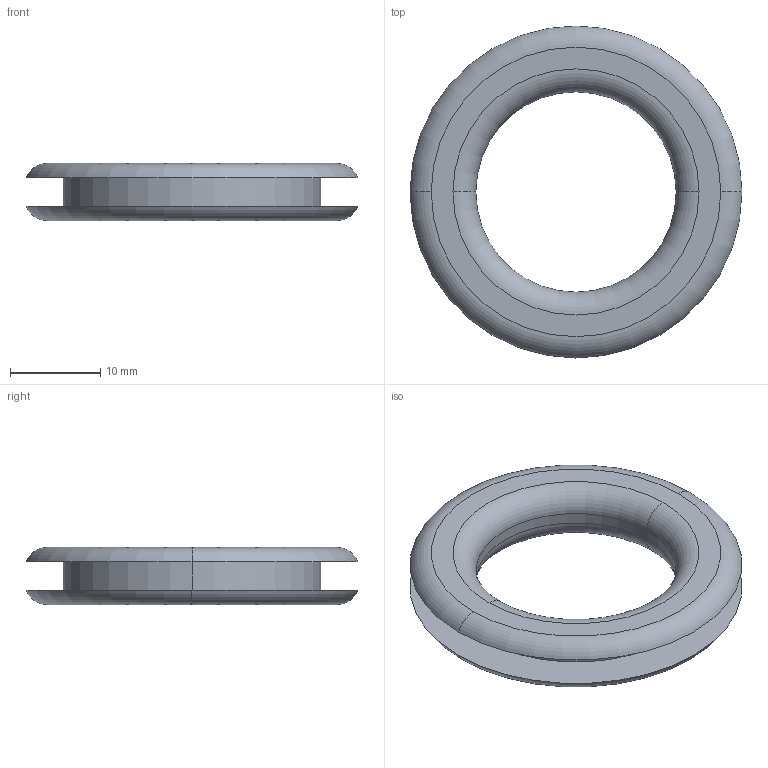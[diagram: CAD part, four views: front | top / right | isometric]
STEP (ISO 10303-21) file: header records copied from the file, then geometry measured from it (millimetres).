
FILE_DESCRIPTION (( 'STEP AP214' ), '1' );
FILE_NAME ('REV-21-3640.STEP', '2025-11-16T21:24:47', ( '' ), ( '' ), 'SwSTEP 2.0', 'SolidWorks 2022', '' );
FILE_SCHEMA (( 'AUTOMOTIVE_DESIGN' ));
Length unit declared in the file: inch
Products named in the file (1): REV-21-3640
Bounding box: 36.83 x 36.83 x 6.35 mm (x, y, z)
Volume: 2520.1 mm3; surface area: 2933.6 mm2
Topology: 1 solids, 1 shells, 16 faces, 32 edges, 20 vertices
Faces by surface type: torus 8, cylinder 4, plane 4
Entity records: 476 total; most frequent: DIRECTION 94, CARTESIAN_POINT 69, ORIENTED_EDGE 64, AXIS2_PLACEMENT_3D 45, EDGE_CURVE 32, CIRCLE 28, EDGE_LOOP 20, VERTEX_POINT 20
